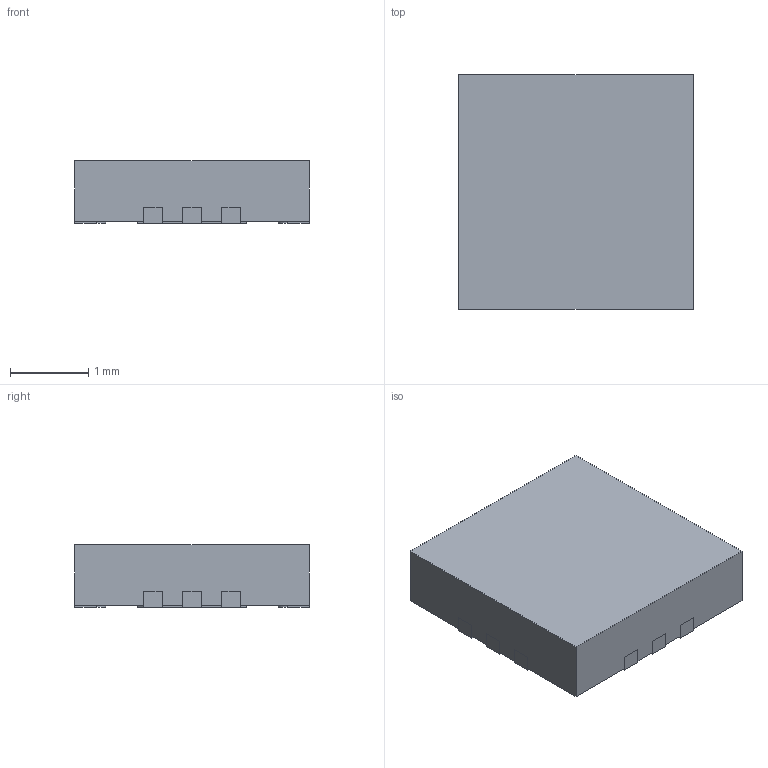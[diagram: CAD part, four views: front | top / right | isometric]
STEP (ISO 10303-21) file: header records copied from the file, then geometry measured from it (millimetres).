
FILE_DESCRIPTION((''),'2;1');
FILE_NAME('RVK0012A_ASM','2021-10-11T11:00:00',('a0412086'),(''),'CREO PARAMETRIC BY PTC INC, 2018500','CREO PARAMETRIC BY PTC INC, 2018500','');
FILE_SCHEMA(('CONFIG_CONTROL_DESIGN','SHAPE_APPEARANCE_LAYERS_GROUPS'));
Length unit declared in the file: millimetre
Products named in the file (3): FRAME; BODY; RVK0012A_ASM
Assembly tree (2 placements, depth 2):
  RVK0012A_ASM
    FRAME
    BODY
Bounding box: 3 x 3 x 0.8 mm (x, y, z)
Volume: 7 mm3; surface area: 39.6 mm2
Topology: 14 solids, 14 shells, 187 faces, 474 edges, 316 vertices
Faces by surface type: plane 139, cylinder 48
Entity records: 7307 total; most frequent: CARTESIAN_POINT 982, DIRECTION 954, ORIENTED_EDGE 948, PRESENTATION_STYLE_ASSIGNMENT 500, STYLED_ITEM 488, CURVE_STYLE 474, EDGE_CURVE 474, VECTOR 378
